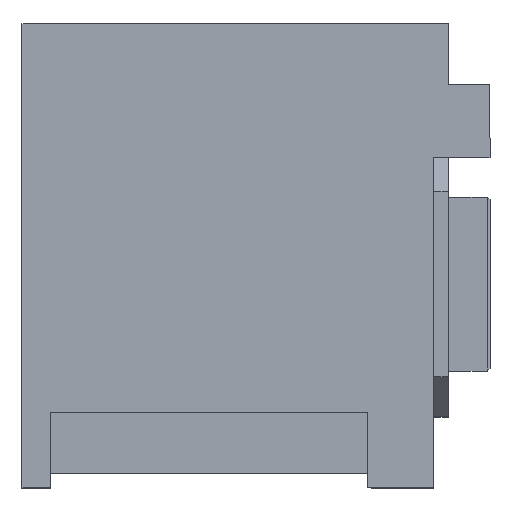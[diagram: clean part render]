
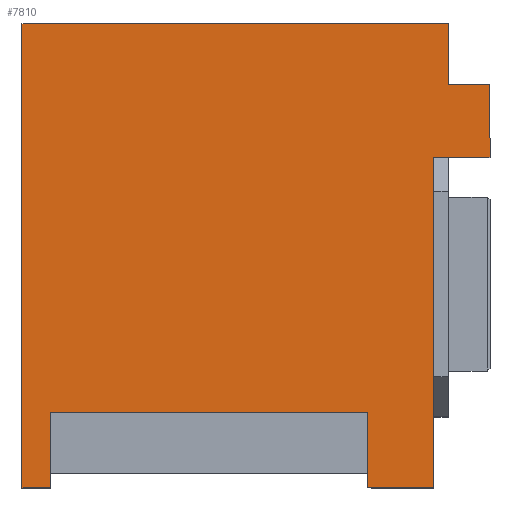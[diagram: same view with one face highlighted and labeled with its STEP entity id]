
A CAD part, top view. The second image highlights one B-rep face of the part: STEP entity #7810.
In plain terms, the highlighted planar face has unit normal (0, 0, 1).
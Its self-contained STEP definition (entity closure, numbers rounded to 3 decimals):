
#1853=ORIENTED_EDGE('',*,*,#3398,.F.);
#1854=ORIENTED_EDGE('',*,*,#3399,.F.);
#1855=ORIENTED_EDGE('',*,*,#3400,.T.);
#1856=ORIENTED_EDGE('',*,*,#3205,.T.);
#1857=ORIENTED_EDGE('',*,*,#3401,.F.);
#1858=ORIENTED_EDGE('',*,*,#3402,.F.);
#1859=ORIENTED_EDGE('',*,*,#3403,.F.);
#1860=ORIENTED_EDGE('',*,*,#3404,.T.);
#1861=ORIENTED_EDGE('',*,*,#3405,.F.);
#1862=ORIENTED_EDGE('',*,*,#3383,.F.);
#1863=ORIENTED_EDGE('',*,*,#3406,.T.);
#1864=ORIENTED_EDGE('',*,*,#3209,.T.);
#3205=EDGE_CURVE('',#4125,#4128,#4992,.T.);
#3209=EDGE_CURVE('',#4129,#4132,#4996,.T.);
#3383=EDGE_CURVE('',#4223,#4224,#5167,.T.);
#3398=EDGE_CURVE('',#4237,#4132,#5182,.T.);
#3399=EDGE_CURVE('',#4238,#4237,#5183,.T.);
#3400=EDGE_CURVE('',#4238,#4125,#5184,.T.);
#3401=EDGE_CURVE('',#4239,#4128,#5185,.T.);
#3402=EDGE_CURVE('',#4240,#4239,#5186,.T.);
#3403=EDGE_CURVE('',#4241,#4240,#5187,.T.);
#3404=EDGE_CURVE('',#4241,#4242,#5188,.T.);
#3405=EDGE_CURVE('',#4224,#4242,#5189,.T.);
#3406=EDGE_CURVE('',#4223,#4129,#5190,.T.);
#4125=VERTEX_POINT('',#19323);
#4128=VERTEX_POINT('',#19328);
#4129=VERTEX_POINT('',#19332);
#4132=VERTEX_POINT('',#19337);
#4223=VERTEX_POINT('',#19669);
#4224=VERTEX_POINT('',#19671);
#4237=VERTEX_POINT('',#19700);
#4238=VERTEX_POINT('',#19702);
#4239=VERTEX_POINT('',#19705);
#4240=VERTEX_POINT('',#19707);
#4241=VERTEX_POINT('',#19709);
#4242=VERTEX_POINT('',#19711);
#4992=LINE('',#19329,#6024);
#4996=LINE('',#19338,#6028);
#5167=LINE('',#19670,#6199);
#5182=LINE('',#19699,#6214);
#5183=LINE('',#19701,#6215);
#5184=LINE('',#19703,#6216);
#5185=LINE('',#19704,#6217);
#5186=LINE('',#19706,#6218);
#5187=LINE('',#19708,#6219);
#5188=LINE('',#19710,#6220);
#5189=LINE('',#19712,#6221);
#5190=LINE('',#19713,#6222);
#6024=VECTOR('',#9820,1000.);
#6028=VECTOR('',#9826,1000.);
#6199=VECTOR('',#10137,1000.);
#6214=VECTOR('',#10154,1000.);
#6215=VECTOR('',#10155,1000.);
#6216=VECTOR('',#10156,1000.);
#6217=VECTOR('',#10157,1000.);
#6218=VECTOR('',#10158,1000.);
#6219=VECTOR('',#10159,1000.);
#6220=VECTOR('',#10160,1000.);
#6221=VECTOR('',#10161,1000.);
#6222=VECTOR('',#10162,1000.);
#6686=EDGE_LOOP('',(#1853,#1854,#1855,#1856,#1857,#1858,#1859,#1860,#1861,
#1862,#1863,#1864));
#7084=FACE_BOUND('',#6686,.T.);
#7426=PLANE('',#8387);
#7810=ADVANCED_FACE('',(#7084),#7426,.T.);
#8387=AXIS2_PLACEMENT_3D('',#19698,#10152,#10153);
#9820=DIRECTION('',(-1.,0.,0.));
#9826=DIRECTION('',(-1.,0.,0.));
#10137=DIRECTION('',(-1.,0.,0.));
#10152=DIRECTION('',(0.,0.,1.));
#10153=DIRECTION('',(0.,-1.,0.));
#10154=DIRECTION('',(0.,1.,0.));
#10155=DIRECTION('',(1.,0.,0.));
#10156=DIRECTION('',(0.,1.,0.));
#10157=DIRECTION('',(0.,1.,0.));
#10158=DIRECTION('',(1.,0.,0.));
#10159=DIRECTION('',(0.,1.,0.));
#10160=DIRECTION('',(1.,0.,0.));
#10161=DIRECTION('',(0.,1.,0.));
#10162=DIRECTION('',(0.,1.,0.));
#19323=CARTESIAN_POINT('',(-4.8,8.,7.7));
#19328=CARTESIAN_POINT('',(-7.1,8.,7.7));
#19329=CARTESIAN_POINT('',(7.1,8.,7.7));
#19332=CARTESIAN_POINT('',(7.1,8.,7.7));
#19337=CARTESIAN_POINT('',(6.1,8.,7.7));
#19338=CARTESIAN_POINT('',(7.1,8.,7.7));
#19669=CARTESIAN_POINT('',(7.1,-8.,7.7));
#19670=CARTESIAN_POINT('',(7.1,-8.,7.7));
#19671=CARTESIAN_POINT('',(-7.6,-8.,7.7));
#19698=CARTESIAN_POINT('',(7.1,-8.,7.7));
#19699=CARTESIAN_POINT('',(6.1,7.5,7.7));
#19700=CARTESIAN_POINT('',(6.1,5.4,7.7));
#19701=CARTESIAN_POINT('',(-4.8,5.4,7.7));
#19702=CARTESIAN_POINT('',(-4.8,5.4,7.7));
#19703=CARTESIAN_POINT('',(-4.8,7.5,7.7));
#19704=CARTESIAN_POINT('',(-7.1,-8.,7.7));
#19705=CARTESIAN_POINT('',(-7.1,-3.4,7.7));
#19706=CARTESIAN_POINT('',(-9.04,-3.4,7.7));
#19707=CARTESIAN_POINT('',(-9.04,-3.4,7.7));
#19708=CARTESIAN_POINT('',(-9.04,-5.9,7.7));
#19709=CARTESIAN_POINT('',(-9.04,-5.9,7.7));
#19710=CARTESIAN_POINT('',(-9.04,-5.9,7.7));
#19711=CARTESIAN_POINT('',(-7.6,-5.9,7.7));
#19712=CARTESIAN_POINT('',(-7.6,-8.,7.7));
#19713=CARTESIAN_POINT('',(7.1,-8.,7.7));
